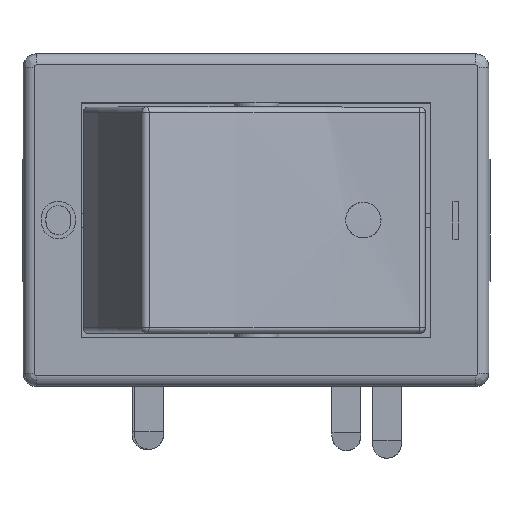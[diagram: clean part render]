
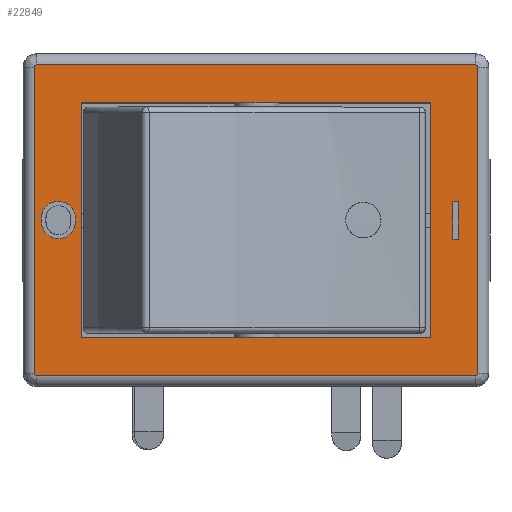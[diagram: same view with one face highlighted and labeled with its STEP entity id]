
A CAD part, top view. The second image highlights one B-rep face of the part: STEP entity #22849.
In plain terms, the highlighted planar face has unit normal (0, 0, 1).
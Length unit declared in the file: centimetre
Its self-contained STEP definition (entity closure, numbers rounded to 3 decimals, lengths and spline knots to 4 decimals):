
#1029=B_SPLINE_CURVE_WITH_KNOTS('',2,(#40783,#40784,#40785,#40786),
 .UNSPECIFIED.,.F.,.F.,(3,1,3),(0.,1.,2.),.UNSPECIFIED.);
#1031=B_SPLINE_CURVE_WITH_KNOTS('',2,(#40800,#40801,#40802),
 .UNSPECIFIED.,.F.,.F.,(3,3),(0.,1.),.UNSPECIFIED.);
#1033=B_SPLINE_CURVE_WITH_KNOTS('',2,(#40815,#40816,#40817),
 .UNSPECIFIED.,.F.,.F.,(3,3),(0.,1.),.UNSPECIFIED.);
#1035=B_SPLINE_CURVE_WITH_KNOTS('',2,(#40830,#40831,#40832),
 .UNSPECIFIED.,.F.,.F.,(3,3),(0.,1.),.UNSPECIFIED.);
#1037=B_SPLINE_CURVE_WITH_KNOTS('',2,(#40845,#40846,#40847),
 .UNSPECIFIED.,.F.,.F.,(3,3),(0.,1.),.UNSPECIFIED.);
#1039=B_SPLINE_CURVE_WITH_KNOTS('',2,(#40860,#40861,#40862,#40863),
 .UNSPECIFIED.,.F.,.F.,(3,1,3),(0.,1.,2.),.UNSPECIFIED.);
#1288=FACE_BOUND('',#3710,.T.);
#1289=FACE_BOUND('',#3711,.T.);
#1290=FACE_BOUND('',#3712,.T.);
#1437=CIRCLE('',#23935,0.01);
#1438=CIRCLE('',#23936,0.01);
#1439=CIRCLE('',#23937,0.01);
#1440=CIRCLE('',#23938,0.01);
#2401=FACE_OUTER_BOUND('',#3709,.T.);
#3709=EDGE_LOOP('',(#19710,#19711,#19712,#19713,#19714,#19715,#19716,#19717));
#3710=EDGE_LOOP('',(#19718,#19719,#19720,#19721));
#3711=EDGE_LOOP('',(#19722,#19723,#19724,#19725));
#3712=EDGE_LOOP('',(#19726,#19727,#19728,#19729,#19730,#19731));
#5963=LINE('',#40872,#8413);
#5967=LINE('',#40879,#8417);
#5970=LINE('',#40885,#8420);
#5972=LINE('',#40888,#8422);
#5973=LINE('',#40893,#8423);
#5974=LINE('',#40897,#8424);
#5975=LINE('',#40901,#8425);
#5976=LINE('',#40905,#8426);
#5977=LINE('',#40909,#8427);
#5978=LINE('',#40911,#8428);
#5979=LINE('',#40913,#8429);
#5980=LINE('',#40914,#8430);
#8413=VECTOR('',#27729,1.);
#8417=VECTOR('',#27735,1.);
#8420=VECTOR('',#27740,1.);
#8422=VECTOR('',#27744,1.);
#8423=VECTOR('',#27749,1.);
#8424=VECTOR('',#27752,1.);
#8425=VECTOR('',#27755,1.);
#8426=VECTOR('',#27758,1.);
#8427=VECTOR('',#27761,1.);
#8428=VECTOR('',#27762,1.);
#8429=VECTOR('',#27763,1.);
#8430=VECTOR('',#27764,1.);
#10785=VERTEX_POINT('',#40780);
#10786=VERTEX_POINT('',#40782);
#10788=VERTEX_POINT('',#40798);
#10790=VERTEX_POINT('',#40813);
#10792=VERTEX_POINT('',#40828);
#10794=VERTEX_POINT('',#40843);
#10797=VERTEX_POINT('',#40869);
#10798=VERTEX_POINT('',#40871);
#10800=VERTEX_POINT('',#40877);
#10802=VERTEX_POINT('',#40883);
#10803=VERTEX_POINT('',#40891);
#10804=VERTEX_POINT('',#40892);
#10805=VERTEX_POINT('',#40894);
#10806=VERTEX_POINT('',#40896);
#10807=VERTEX_POINT('',#40898);
#10808=VERTEX_POINT('',#40900);
#10809=VERTEX_POINT('',#40902);
#10810=VERTEX_POINT('',#40904);
#10811=VERTEX_POINT('',#40907);
#10812=VERTEX_POINT('',#40908);
#10813=VERTEX_POINT('',#40910);
#10814=VERTEX_POINT('',#40912);
#13865=EDGE_CURVE('',#10786,#10785,#1029,.T.);
#13869=EDGE_CURVE('',#10785,#10788,#1031,.T.);
#13872=EDGE_CURVE('',#10788,#10790,#1033,.T.);
#13875=EDGE_CURVE('',#10790,#10792,#1035,.T.);
#13878=EDGE_CURVE('',#10792,#10794,#1037,.T.);
#13880=EDGE_CURVE('',#10794,#10786,#1039,.T.);
#13883=EDGE_CURVE('',#10798,#10797,#5963,.T.);
#13887=EDGE_CURVE('',#10797,#10800,#5967,.T.);
#13890=EDGE_CURVE('',#10800,#10802,#5970,.T.);
#13892=EDGE_CURVE('',#10802,#10798,#5972,.T.);
#13893=EDGE_CURVE('',#10803,#10804,#5973,.T.);
#13894=EDGE_CURVE('',#10805,#10803,#1437,.T.);
#13895=EDGE_CURVE('',#10806,#10805,#5974,.T.);
#13896=EDGE_CURVE('',#10807,#10806,#1438,.T.);
#13897=EDGE_CURVE('',#10808,#10807,#5975,.T.);
#13898=EDGE_CURVE('',#10809,#10808,#1439,.T.);
#13899=EDGE_CURVE('',#10810,#10809,#5976,.T.);
#13900=EDGE_CURVE('',#10804,#10810,#1440,.T.);
#13901=EDGE_CURVE('',#10811,#10812,#5977,.T.);
#13902=EDGE_CURVE('',#10812,#10813,#5978,.T.);
#13903=EDGE_CURVE('',#10813,#10814,#5979,.T.);
#13904=EDGE_CURVE('',#10814,#10811,#5980,.T.);
#19710=ORIENTED_EDGE('',*,*,#13893,.F.);
#19711=ORIENTED_EDGE('',*,*,#13894,.F.);
#19712=ORIENTED_EDGE('',*,*,#13895,.F.);
#19713=ORIENTED_EDGE('',*,*,#13896,.F.);
#19714=ORIENTED_EDGE('',*,*,#13897,.F.);
#19715=ORIENTED_EDGE('',*,*,#13898,.F.);
#19716=ORIENTED_EDGE('',*,*,#13899,.F.);
#19717=ORIENTED_EDGE('',*,*,#13900,.F.);
#19718=ORIENTED_EDGE('',*,*,#13901,.T.);
#19719=ORIENTED_EDGE('',*,*,#13902,.T.);
#19720=ORIENTED_EDGE('',*,*,#13903,.T.);
#19721=ORIENTED_EDGE('',*,*,#13904,.T.);
#19722=ORIENTED_EDGE('',*,*,#13883,.T.);
#19723=ORIENTED_EDGE('',*,*,#13887,.T.);
#19724=ORIENTED_EDGE('',*,*,#13890,.T.);
#19725=ORIENTED_EDGE('',*,*,#13892,.T.);
#19726=ORIENTED_EDGE('',*,*,#13865,.T.);
#19727=ORIENTED_EDGE('',*,*,#13869,.T.);
#19728=ORIENTED_EDGE('',*,*,#13872,.T.);
#19729=ORIENTED_EDGE('',*,*,#13875,.T.);
#19730=ORIENTED_EDGE('',*,*,#13878,.T.);
#19731=ORIENTED_EDGE('',*,*,#13880,.T.);
#21701=PLANE('',#23934);
#22849=ADVANCED_FACE('',(#2401,#1288,#1289,#1290),#21701,.T.);
#23934=AXIS2_PLACEMENT_3D('',#40890,#27747,#27748);
#23935=AXIS2_PLACEMENT_3D('',#40895,#27750,#27751);
#23936=AXIS2_PLACEMENT_3D('',#40899,#27753,#27754);
#23937=AXIS2_PLACEMENT_3D('',#40903,#27756,#27757);
#23938=AXIS2_PLACEMENT_3D('',#40906,#27759,#27760);
#27729=DIRECTION('',(1.,0.,0.));
#27735=DIRECTION('',(0.,-1.,0.));
#27740=DIRECTION('',(-1.,0.,0.));
#27744=DIRECTION('',(0.,1.,0.));
#27747=DIRECTION('center_axis',(0.,0.,
1.));
#27748=DIRECTION('ref_axis',(1.,0.,0.));
#27749=DIRECTION('',(0.,1.,0.));
#27750=DIRECTION('center_axis',(0.,0.,
-1.));
#27751=DIRECTION('ref_axis',(-0.707,-0.707,0.));
#27752=DIRECTION('',(-1.,0.,0.));
#27753=DIRECTION('center_axis',(0.,0.,
-1.));
#27754=DIRECTION('ref_axis',(0.707,-0.707,0.));
#27755=DIRECTION('',(0.,-1.,0.));
#27756=DIRECTION('center_axis',(0.,0.,
-1.));
#27757=DIRECTION('ref_axis',(0.707,0.707,0.));
#27758=DIRECTION('',(1.,0.,0.));
#27759=DIRECTION('center_axis',(0.,0.,
-1.));
#27760=DIRECTION('ref_axis',(-0.707,0.707,0.));
#27761=DIRECTION('',(0.,-1.,0.));
#27762=DIRECTION('',(-1.,0.,0.));
#27763=DIRECTION('',(0.,1.,0.));
#27764=DIRECTION('',(1.,0.,0.));
#40780=CARTESIAN_POINT('',(-0.9681,0.0005,1.6));
#40782=CARTESIAN_POINT('',(-0.8915,-0.0831,1.6));
#40783=CARTESIAN_POINT('Ctrl Pts',(-0.8915,-0.0831,
1.6));
#40784=CARTESIAN_POINT('Ctrl Pts',(-0.9258,-0.0831,
1.6));
#40785=CARTESIAN_POINT('Ctrl Pts',(-0.9681,-0.0368,
1.6));
#40786=CARTESIAN_POINT('Ctrl Pts',(-0.9681,0.0005,
1.6));
#40798=CARTESIAN_POINT('',(-0.9488,0.0596,1.6));
#40800=CARTESIAN_POINT('Ctrl Pts',(-0.9681,0.0005,
1.6));
#40801=CARTESIAN_POINT('Ctrl Pts',(-0.9681,0.0365,
1.6));
#40802=CARTESIAN_POINT('Ctrl Pts',(-0.9488,0.0596,
1.6));
#40813=CARTESIAN_POINT('',(-0.8913,0.0841,1.6));
#40815=CARTESIAN_POINT('Ctrl Pts',(-0.9488,0.0596,
1.6));
#40816=CARTESIAN_POINT('Ctrl Pts',(-0.9277,0.0841,
1.6));
#40817=CARTESIAN_POINT('Ctrl Pts',(-0.8913,0.0841,
1.6));
#40828=CARTESIAN_POINT('',(-0.8329,0.0587,1.6));
#40830=CARTESIAN_POINT('Ctrl Pts',(-0.8913,0.0841,
1.6));
#40831=CARTESIAN_POINT('Ctrl Pts',(-0.8542,0.0841,
1.6));
#40832=CARTESIAN_POINT('Ctrl Pts',(-0.8329,0.0587,
1.6));
#40843=CARTESIAN_POINT('',(-0.8136,-0.0009,1.6));
#40845=CARTESIAN_POINT('Ctrl Pts',(-0.8329,0.0587,
1.6));
#40846=CARTESIAN_POINT('Ctrl Pts',(-0.8136,0.0355,
1.6));
#40847=CARTESIAN_POINT('Ctrl Pts',(-0.8136,-0.0009,
1.6));
#40860=CARTESIAN_POINT('Ctrl Pts',(-0.8136,-0.0009,
1.6));
#40861=CARTESIAN_POINT('Ctrl Pts',(-0.8136,-0.0377,
1.6));
#40862=CARTESIAN_POINT('Ctrl Pts',(-0.8564,-0.0831,
1.6));
#40863=CARTESIAN_POINT('Ctrl Pts',(-0.8915,-0.0831,
1.6));
#40869=CARTESIAN_POINT('',(0.9129,0.0836,1.6));
#40871=CARTESIAN_POINT('',(0.8881,0.0836,1.6));
#40872=CARTESIAN_POINT('',(0.4441,0.0836,1.6));
#40877=CARTESIAN_POINT('',(0.9129,-0.0864,1.6));
#40879=CARTESIAN_POINT('',(0.9129,0.0418,1.6));
#40883=CARTESIAN_POINT('',(0.8881,-0.0864,1.6));
#40885=CARTESIAN_POINT('',(0.4564,-0.0864,1.6));
#40888=CARTESIAN_POINT('',(0.8881,-0.0432,1.6));
#40890=CARTESIAN_POINT('Origin',(0.,0.,
1.6));
#40891=CARTESIAN_POINT('',(-1.,-0.69,1.6));
#40892=CARTESIAN_POINT('',(-1.,0.69,1.6));
#40893=CARTESIAN_POINT('',(-1.,-0.345,1.6));
#40894=CARTESIAN_POINT('',(-0.99,-0.7,1.6));
#40895=CARTESIAN_POINT('Origin',(-0.99,-0.69,1.6));
#40896=CARTESIAN_POINT('',(0.99,-0.7,1.6));
#40897=CARTESIAN_POINT('',(0.495,-0.7,1.6));
#40898=CARTESIAN_POINT('',(1.,-0.69,1.6));
#40899=CARTESIAN_POINT('Origin',(0.99,-0.69,1.6));
#40900=CARTESIAN_POINT('',(1.,0.69,1.6));
#40901=CARTESIAN_POINT('',(1.,0.345,1.6));
#40902=CARTESIAN_POINT('',(0.99,0.7,1.6));
#40903=CARTESIAN_POINT('Origin',(0.99,0.69,1.6));
#40904=CARTESIAN_POINT('',(-0.99,0.7,1.6));
#40905=CARTESIAN_POINT('',(-0.495,0.7,1.6));
#40906=CARTESIAN_POINT('Origin',(-0.99,0.69,1.6));
#40907=CARTESIAN_POINT('',(0.785,0.53,1.6));
#40908=CARTESIAN_POINT('',(0.785,-0.53,1.6));
#40909=CARTESIAN_POINT('',(0.785,-0.265,1.6));
#40910=CARTESIAN_POINT('',(-0.785,-0.53,1.6));
#40911=CARTESIAN_POINT('',(-0.3925,-0.53,1.6));
#40912=CARTESIAN_POINT('',(-0.785,0.53,1.6));
#40913=CARTESIAN_POINT('',(-0.785,0.265,1.6));
#40914=CARTESIAN_POINT('',(0.3925,0.53,1.6));
